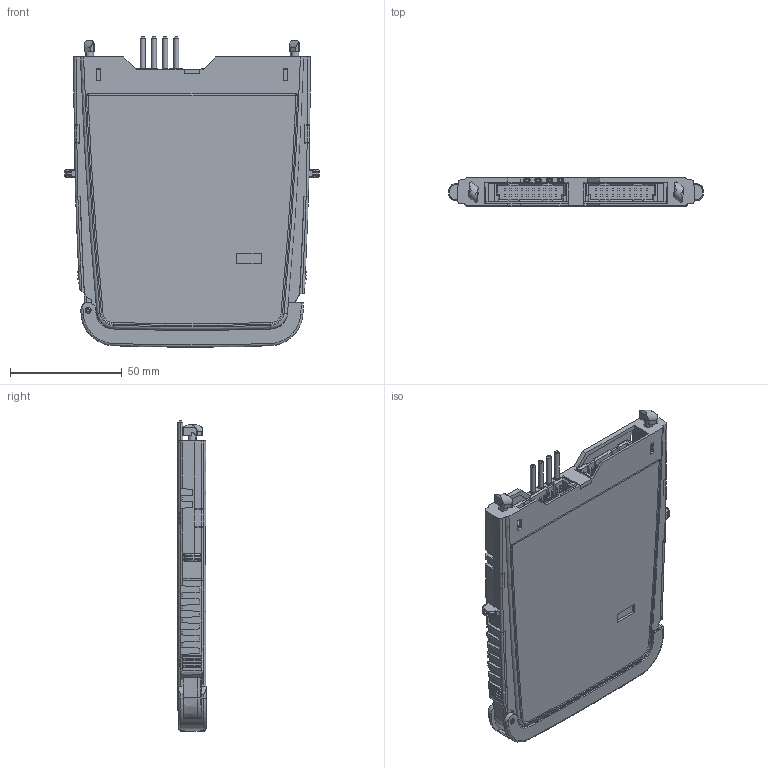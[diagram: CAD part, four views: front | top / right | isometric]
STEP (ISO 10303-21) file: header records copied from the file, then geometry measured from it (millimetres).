
FILE_DESCRIPTION((''),'2;1');
FILE_NAME('DM_CAD-3196_SW0001','2017-10-19T',('creinig-se'),(''),'PRO/ENGINEER BY PARAMETRIC TECHNOLOGY CORPORATION, 2015440','PRO/ENGINEER BY PARAMETRIC TECHNOLOGY CORPORATION, 2015440','');
FILE_SCHEMA(('CONFIG_CONTROL_DESIGN'));
Length unit declared in the file: millimetre
Products named in the file (1): DM_CAD-3196_SW0001
Bounding box: 114 x 12.55 x 138.98 mm (x, y, z)
Volume: 150879.8 mm3; surface area: 45436.9 mm2
Topology: 1 solids, 1 shells, 1273 faces, 3516 edges, 2267 vertices
Faces by surface type: plane 925, cylinder 137, torus 74, cone 71, bspline 42, extrusion 24
Entity records: 52078 total; most frequent: CARTESIAN_POINT 12829, ORIENTED_EDGE 7022, DIRECTION 6031, EDGE_CURVE 3511, VECTOR 2389, LINE 2365, VERTEX_POINT 2261, AXIS2_PLACEMENT_3D 1821
